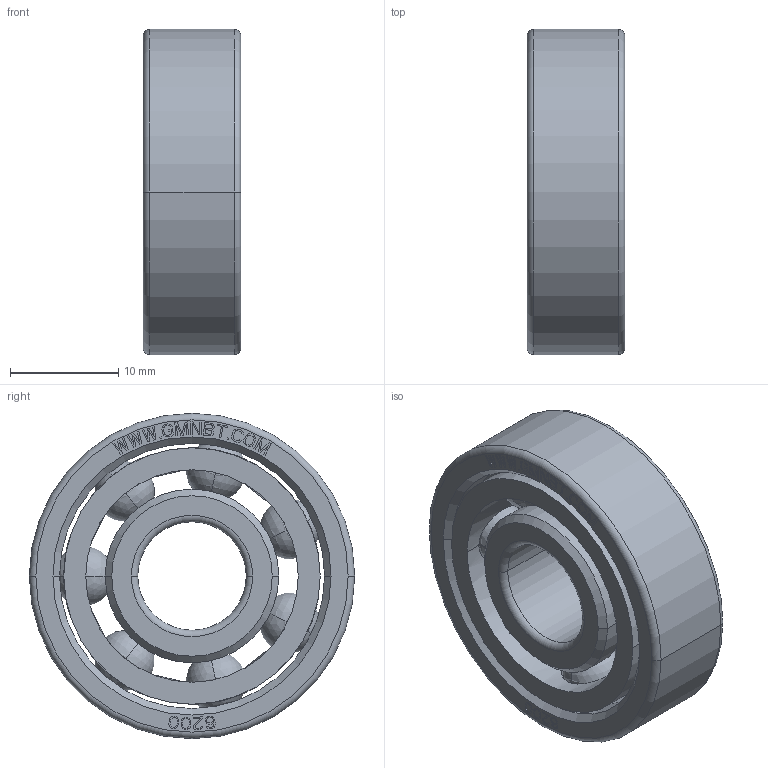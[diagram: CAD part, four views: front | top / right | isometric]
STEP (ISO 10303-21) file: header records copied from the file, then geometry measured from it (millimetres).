
FILE_DESCRIPTION((''),'2;1');
FILE_NAME('6200_PRT','2014-11-17T',('sales 4'),(''),'PRO/ENGINEER BY PARAMETRIC TECHNOLOGY CORPORATION, 2013150','PRO/ENGINEER BY PARAMETRIC TECHNOLOGY CORPORATION, 2013150','');
FILE_SCHEMA(('AUTOMOTIVE_DESIGN { 1 0 10303 214 1 1 1 1 }'));
Length unit declared in the file: millimetre
Products named in the file (1): 6200_PRT
Bounding box: 9.01 x 30 x 30 mm (x, y, z)
Volume: 4441 mm3; surface area: 4917.3 mm2
Topology: 10 solids, 10 shells, 527 faces, 1472 edges, 958 vertices
Faces by surface type: plane 463, cylinder 30, sphere 14, torus 12, cone 8
Entity records: 22538 total; most frequent: CARTESIAN_POINT 4383, ORIENTED_EDGE 2888, DIRECTION 2544, PRESENTATION_STYLE_ASSIGNMENT 1477, STYLED_ITEM 1454, CURVE_STYLE 1444, EDGE_CURVE 1444, VECTOR 1342
